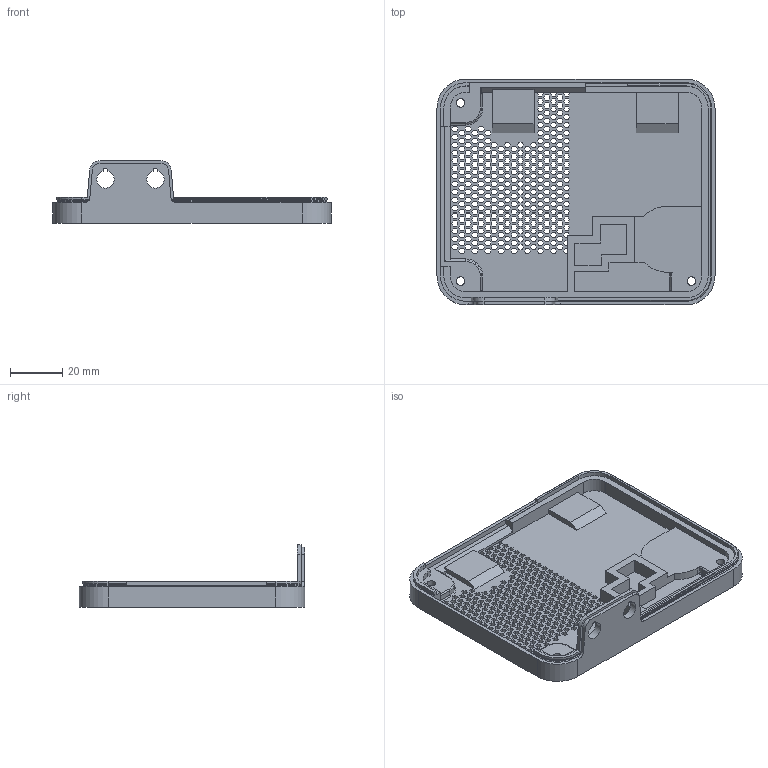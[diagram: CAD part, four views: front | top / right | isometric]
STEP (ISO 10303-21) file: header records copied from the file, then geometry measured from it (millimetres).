
FILE_DESCRIPTION(/* description */ (''),/* implementation_level */ '2;1');
FILE_NAME(/* name */ 'bottom_enclosure.stp',/* time_stamp */ '2025-05-05T10:32:04+02:00',/* author */ ('Jan Mareš'),/* organization */ (''),/* preprocessor_version */ 'ST-DEVELOPER v20',/* originating_system */ 'Autodesk Inventor 2025',/* authorisation */ '');
FILE_SCHEMA (('AUTOMOTIVE_DESIGN { 1 0 10303 214 3 1 1 }'));
Products named in the file (1): bottom_enclosure
Bounding box: 105.99 x 86 x 24 mm (x, y, z)
Volume: 37146.9 mm3; surface area: 30114.2 mm2
Topology: 1 solids, 1 shells, 1995 faces, 5916 edges, 3926 vertices
Faces by surface type: plane 1917, cylinder 62, cone 10, torus 6
Full cylindrical faces by diameter (mm): 2.2 x4, 3.3 x3, 5.82 x3
Entity records: 66755 total; most frequent: CARTESIAN_POINT 11976, ORIENTED_EDGE 11832, DIRECTION 10038, EDGE_CURVE 5916, LINE 5774, VECTOR 5774, VERTEX_POINT 3926, EDGE_LOOP 2604
